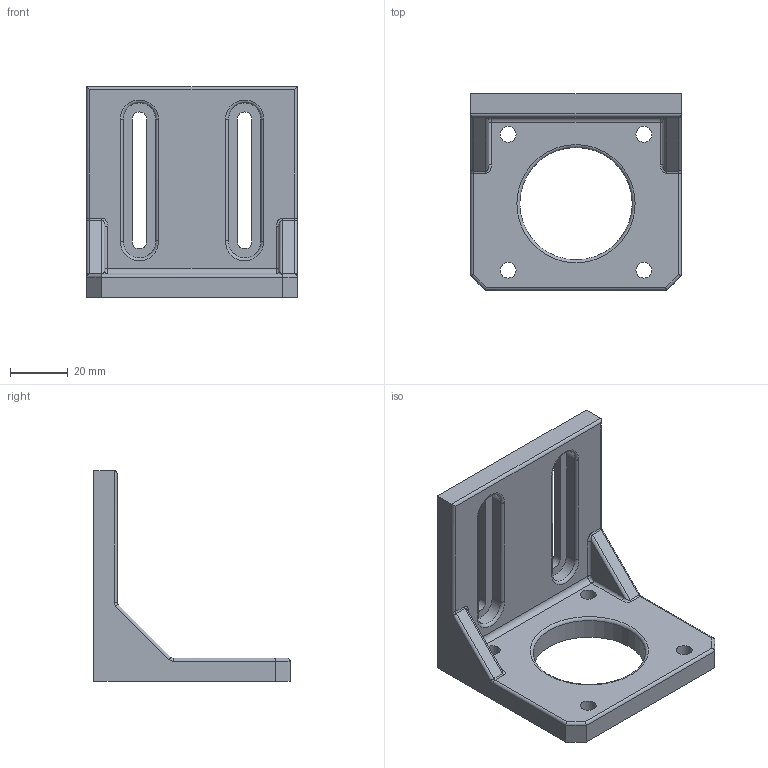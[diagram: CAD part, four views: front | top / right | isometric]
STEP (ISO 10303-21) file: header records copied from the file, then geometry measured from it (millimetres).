
FILE_DESCRIPTION(/* description */ (''),/* implementation_level */ '2;1');
FILE_NAME(/* name */ 'NEMA_23_Motor_Mount-B.step',/* time_stamp */ '2021-03-28T12:51:27-04:00',/* author */ (''),/* organization */ (''),/* preprocessor_version */ 'ST-DEVELOPER v18.1',/* originating_system */ 'Autodesk Translation Framework v9.10.0.1330',/* authorisation */ '');
FILE_SCHEMA (('AUTOMOTIVE_DESIGN { 1 0 10303 214 3 1 1 }'));
Length unit declared in the file: millimetre
Products named in the file (1): Nema 23 Motor Mount
Bounding box: 73 x 68 x 73 mm (x, y, z)
Volume: 62148 mm3; surface area: 22615.3 mm2
Topology: 1 solids, 1 shells, 77 faces, 184 edges, 111 vertices
Faces by surface type: cylinder 38, plane 24, torus 9, bspline 6
Full cylindrical faces by diameter (mm): 5.5 x4, 39 x1
Entity records: 2471 total; most frequent: CARTESIAN_POINT 584, DIRECTION 406, ORIENTED_EDGE 368, EDGE_CURVE 184, AXIS2_PLACEMENT_3D 154, VERTEX_POINT 111, LINE 98, VECTOR 98
